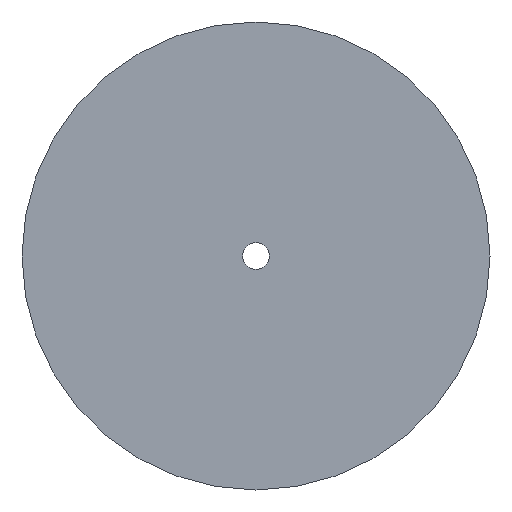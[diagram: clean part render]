
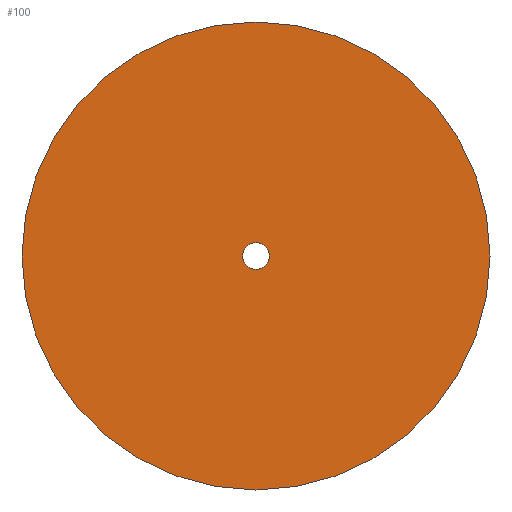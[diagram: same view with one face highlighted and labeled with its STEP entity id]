
A CAD part, left-side view. The second image highlights one B-rep face of the part: STEP entity #100.
In plain terms, the highlighted planar face has unit normal (-1, 0, 0).
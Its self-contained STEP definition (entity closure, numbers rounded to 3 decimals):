
#7 = EDGE_LOOP ( 'NONE', ( #106 ) ) ;
#10 = VERTEX_POINT ( 'NONE', #13 ) ;
#12 = AXIS2_PLACEMENT_3D ( 'NONE', #60, #59, #23 ) ;
#13 = CARTESIAN_POINT ( 'NONE',  ( -4., 0., 2.4 ) ) ;
#16 = CARTESIAN_POINT ( 'NONE',  ( -4., 0., 0. ) ) ;
#19 = DIRECTION ( 'NONE',  ( -1., 0., 0. ) ) ;
#23 = DIRECTION ( 'NONE',  ( 0., 0., -1. ) ) ;
#35 = EDGE_CURVE ( 'NONE', #72, #72, #125, .T. ) ;
#44 = CIRCLE ( 'NONE', #65, 2.4 ) ;
#46 = EDGE_CURVE ( 'NONE', #10, #10, #44, .T. ) ;
#52 = FACE_OUTER_BOUND ( 'NONE', #7, .T. ) ;
#54 = DIRECTION ( 'NONE',  ( 0., 0., 1. ) ) ;
#58 = AXIS2_PLACEMENT_3D ( 'NONE', #16, #19, #129 ) ;
#59 = DIRECTION ( 'NONE',  ( 1., 0., 0. ) ) ;
#60 = CARTESIAN_POINT ( 'NONE',  ( -4., 2.4, 0. ) ) ;
#65 = AXIS2_PLACEMENT_3D ( 'NONE', #119, #96, #54 ) ;
#68 = EDGE_LOOP ( 'NONE', ( #105 ) ) ;
#72 = VERTEX_POINT ( 'NONE', #84 ) ;
#74 = FACE_BOUND ( 'NONE', #68, .T. ) ;
#84 = CARTESIAN_POINT ( 'NONE',  ( -4., 0., 42. ) ) ;
#87 = PLANE ( 'NONE',  #12 ) ;
#96 = DIRECTION ( 'NONE',  ( -1., 0., 0. ) ) ;
#100 = ADVANCED_FACE ( 'NONE', ( #74, #52 ), #87, .F. ) ;
#105 = ORIENTED_EDGE ( 'NONE', *, *, #46, .F. ) ;
#106 = ORIENTED_EDGE ( 'NONE', *, *, #35, .T. ) ;
#119 = CARTESIAN_POINT ( 'NONE',  ( -4., 0., 0. ) ) ;
#125 = CIRCLE ( 'NONE', #58, 42. ) ;
#129 = DIRECTION ( 'NONE',  ( 0., 0., 1. ) ) ;
